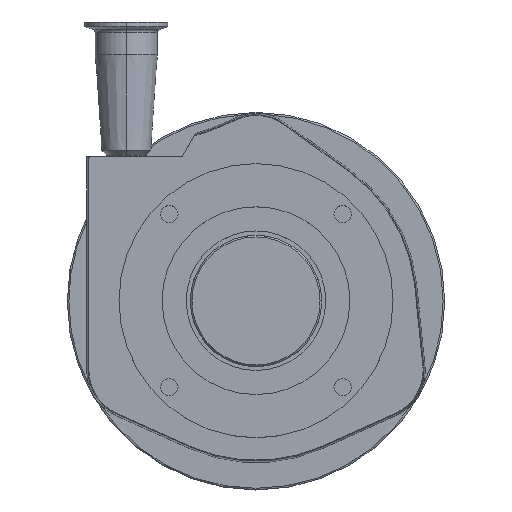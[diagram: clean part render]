
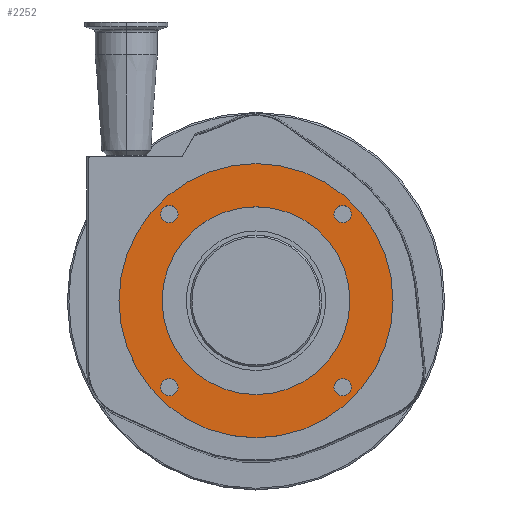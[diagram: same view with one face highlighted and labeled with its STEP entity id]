
A CAD part, top view. The second image highlights one B-rep face of the part: STEP entity #2252.
In plain terms, the highlighted planar face has unit normal (0, 0, 1).
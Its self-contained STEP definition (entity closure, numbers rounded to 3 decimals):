
#95 = ORIENTED_EDGE ( 'NONE', *, *, #1664, .F. ) ;
#120 = CARTESIAN_POINT ( 'NONE',  ( -58.009, 52.759, -5.5 ) ) ;
#160 = CARTESIAN_POINT ( 'NONE',  ( 58.009, 52.759, -5.5 ) ) ;
#400 = DIRECTION ( 'NONE',  ( 1., 0., 0. ) ) ;
#411 = CARTESIAN_POINT ( 'NONE',  ( -52.759, -52.759, -5.5 ) ) ;
#421 = VERTEX_POINT ( 'NONE', #4354 ) ;
#462 = VERTEX_POINT ( 'NONE', #2918 ) ;
#495 = DIRECTION ( 'NONE',  ( 0., 0., 1. ) ) ;
#502 = PLANE ( 'NONE',  #3814 ) ;
#568 = AXIS2_PLACEMENT_3D ( 'NONE', #4413, #4005, #2508 ) ;
#611 = EDGE_LOOP ( 'NONE', ( #6321, #3747 ) ) ;
#704 = VERTEX_POINT ( 'NONE', #5191 ) ;
#771 = CARTESIAN_POINT ( 'NONE',  ( 83.5, 0., -5.5 ) ) ;
#803 = AXIS2_PLACEMENT_3D ( 'NONE', #4182, #4709, #3165 ) ;
#928 = DIRECTION ( 'NONE',  ( 1., 0., 0. ) ) ;
#1081 = CIRCLE ( 'NONE', #568, 5.25 ) ;
#1285 = CIRCLE ( 'NONE', #1500, 5.25 ) ;
#1295 = AXIS2_PLACEMENT_3D ( 'NONE', #3388, #495, #4500 ) ;
#1322 = CARTESIAN_POINT ( 'NONE',  ( -58.009, -52.759, -5.5 ) ) ;
#1369 = FACE_BOUND ( 'NONE', #3294, .T. ) ;
#1402 = FACE_BOUND ( 'NONE', #2174, .T. ) ;
#1468 = CARTESIAN_POINT ( 'NONE',  ( 52.759, -52.759, -5.5 ) ) ;
#1500 = AXIS2_PLACEMENT_3D ( 'NONE', #411, #1910, #928 ) ;
#1536 = VERTEX_POINT ( 'NONE', #771 ) ;
#1575 = DIRECTION ( 'NONE',  ( 1., 0., 0. ) ) ;
#1598 = ORIENTED_EDGE ( 'NONE', *, *, #2623, .F. ) ;
#1625 = VERTEX_POINT ( 'NONE', #1322 ) ;
#1664 = EDGE_CURVE ( 'NONE', #421, #4312, #1917, .T. ) ;
#1676 = DIRECTION ( 'NONE',  ( 0., 0., 1. ) ) ;
#1703 = CARTESIAN_POINT ( 'NONE',  ( 47.509, 52.759, -5.5 ) ) ;
#1715 = AXIS2_PLACEMENT_3D ( 'NONE', #5317, #6238, #3781 ) ;
#1822 = EDGE_CURVE ( 'NONE', #1625, #4710, #1285, .T. ) ;
#1854 = DIRECTION ( 'NONE',  ( 1., 0., 0. ) ) ;
#1910 = DIRECTION ( 'NONE',  ( 0., 0., 1. ) ) ;
#1917 = CIRCLE ( 'NONE', #5271, 57.2 ) ;
#1991 = VERTEX_POINT ( 'NONE', #3845 ) ;
#2021 = DIRECTION ( 'NONE',  ( 1., 0., 0. ) ) ;
#2036 = AXIS2_PLACEMENT_3D ( 'NONE', #6061, #2591, #2021 ) ;
#2112 = EDGE_LOOP ( 'NONE', ( #2912, #95 ) ) ;
#2122 = EDGE_CURVE ( 'NONE', #4312, #421, #5695, .T. ) ;
#2147 = CIRCLE ( 'NONE', #5809, 5.25 ) ;
#2158 = ORIENTED_EDGE ( 'NONE', *, *, #1822, .F. ) ;
#2174 = EDGE_LOOP ( 'NONE', ( #1598, #5338 ) ) ;
#2218 = CARTESIAN_POINT ( 'NONE',  ( 57.2, 0., -5.5 ) ) ;
#2252 = ADVANCED_FACE ( 'NONE', ( #3486, #5943, #1402, #1369, #2997, #4993 ), #502, .T. ) ;
#2258 = CIRCLE ( 'NONE', #5916, 5.25 ) ;
#2276 = ORIENTED_EDGE ( 'NONE', *, *, #3247, .F. ) ;
#2361 = CIRCLE ( 'NONE', #1295, 5.25 ) ;
#2508 = DIRECTION ( 'NONE',  ( 1., 0., 0. ) ) ;
#2591 = DIRECTION ( 'NONE',  ( 0., 0., 1. ) ) ;
#2623 = EDGE_CURVE ( 'NONE', #462, #704, #2361, .T. ) ;
#2632 = VERTEX_POINT ( 'NONE', #120 ) ;
#2706 = EDGE_CURVE ( 'NONE', #1536, #4381, #5293, .T. ) ;
#2897 = DIRECTION ( 'NONE',  ( 0., 0., 1. ) ) ;
#2912 = ORIENTED_EDGE ( 'NONE', *, *, #2122, .F. ) ;
#2918 = CARTESIAN_POINT ( 'NONE',  ( 58.009, -52.759, -5.5 ) ) ;
#2997 = FACE_OUTER_BOUND ( 'NONE', #611, .T. ) ;
#3012 = AXIS2_PLACEMENT_3D ( 'NONE', #6208, #1676, #3238 ) ;
#3082 = EDGE_LOOP ( 'NONE', ( #3808, #5904 ) ) ;
#3165 = DIRECTION ( 'NONE',  ( 1., 0., 0. ) ) ;
#3238 = DIRECTION ( 'NONE',  ( 1., 0., 0. ) ) ;
#3247 = EDGE_CURVE ( 'NONE', #3382, #4596, #1081, .T. ) ;
#3294 = EDGE_LOOP ( 'NONE', ( #2276, #4369 ) ) ;
#3347 = CARTESIAN_POINT ( 'NONE',  ( -83.5, 0., -5.5 ) ) ;
#3382 = VERTEX_POINT ( 'NONE', #160 ) ;
#3388 = CARTESIAN_POINT ( 'NONE',  ( 52.759, -52.759, -5.5 ) ) ;
#3394 = DIRECTION ( 'NONE',  ( 1., 0., 0. ) ) ;
#3486 = FACE_BOUND ( 'NONE', #3082, .T. ) ;
#3519 = CIRCLE ( 'NONE', #4570, 5.25 ) ;
#3589 = EDGE_CURVE ( 'NONE', #704, #462, #2258, .T. ) ;
#3630 = CIRCLE ( 'NONE', #803, 5.25 ) ;
#3747 = ORIENTED_EDGE ( 'NONE', *, *, #4782, .T. ) ;
#3781 = DIRECTION ( 'NONE',  ( 1., 0., 0. ) ) ;
#3808 = ORIENTED_EDGE ( 'NONE', *, *, #5146, .F. ) ;
#3809 = DIRECTION ( 'NONE',  ( 1., 0., 0. ) ) ;
#3814 = AXIS2_PLACEMENT_3D ( 'NONE', #4506, #3877, #3394 ) ;
#3845 = CARTESIAN_POINT ( 'NONE',  ( -47.509, 52.759, -5.5 ) ) ;
#3848 = CIRCLE ( 'NONE', #5832, 83.5 ) ;
#3853 = DIRECTION ( 'NONE',  ( 1., 0., 0. ) ) ;
#3877 = DIRECTION ( 'NONE',  ( 0., 0., 1. ) ) ;
#3908 = DIRECTION ( 'NONE',  ( 0., 0., 1. ) ) ;
#4005 = DIRECTION ( 'NONE',  ( 0., 0., 1. ) ) ;
#4077 = DIRECTION ( 'NONE',  ( 0., 0., 1. ) ) ;
#4182 = CARTESIAN_POINT ( 'NONE',  ( -52.759, -52.759, -5.5 ) ) ;
#4251 = DIRECTION ( 'NONE',  ( 0., 0., 1. ) ) ;
#4312 = VERTEX_POINT ( 'NONE', #2218 ) ;
#4354 = CARTESIAN_POINT ( 'NONE',  ( -57.2, 0., -5.5 ) ) ;
#4369 = ORIENTED_EDGE ( 'NONE', *, *, #5549, .F. ) ;
#4381 = VERTEX_POINT ( 'NONE', #3347 ) ;
#4413 = CARTESIAN_POINT ( 'NONE',  ( 52.759, 52.759, -5.5 ) ) ;
#4500 = DIRECTION ( 'NONE',  ( 1., 0., 0. ) ) ;
#4506 = CARTESIAN_POINT ( 'NONE',  ( 0., 0., -5.5 ) ) ;
#4570 = AXIS2_PLACEMENT_3D ( 'NONE', #5672, #4077, #1575 ) ;
#4596 = VERTEX_POINT ( 'NONE', #1703 ) ;
#4709 = DIRECTION ( 'NONE',  ( 0., 0., 1. ) ) ;
#4710 = VERTEX_POINT ( 'NONE', #5290 ) ;
#4782 = EDGE_CURVE ( 'NONE', #4381, #1536, #3848, .T. ) ;
#4898 = ORIENTED_EDGE ( 'NONE', *, *, #5103, .F. ) ;
#4993 = FACE_BOUND ( 'NONE', #2112, .T. ) ;
#5103 = EDGE_CURVE ( 'NONE', #4710, #1625, #3630, .T. ) ;
#5146 = EDGE_CURVE ( 'NONE', #1991, #2632, #5822, .T. ) ;
#5191 = CARTESIAN_POINT ( 'NONE',  ( 47.509, -52.759, -5.5 ) ) ;
#5271 = AXIS2_PLACEMENT_3D ( 'NONE', #6346, #5781, #1854 ) ;
#5290 = CARTESIAN_POINT ( 'NONE',  ( -47.509, -52.759, -5.5 ) ) ;
#5293 = CIRCLE ( 'NONE', #2036, 83.5 ) ;
#5317 = CARTESIAN_POINT ( 'NONE',  ( 0., 0., -5.5 ) ) ;
#5338 = ORIENTED_EDGE ( 'NONE', *, *, #3589, .F. ) ;
#5549 = EDGE_CURVE ( 'NONE', #4596, #3382, #2147, .T. ) ;
#5672 = CARTESIAN_POINT ( 'NONE',  ( -52.759, 52.759, -5.5 ) ) ;
#5695 = CIRCLE ( 'NONE', #1715, 57.2 ) ;
#5781 = DIRECTION ( 'NONE',  ( 0., 0., 1. ) ) ;
#5809 = AXIS2_PLACEMENT_3D ( 'NONE', #6372, #4251, #3853 ) ;
#5822 = CIRCLE ( 'NONE', #3012, 5.25 ) ;
#5832 = AXIS2_PLACEMENT_3D ( 'NONE', #6336, #3908, #3809 ) ;
#5838 = EDGE_CURVE ( 'NONE', #2632, #1991, #3519, .T. ) ;
#5904 = ORIENTED_EDGE ( 'NONE', *, *, #5838, .F. ) ;
#5916 = AXIS2_PLACEMENT_3D ( 'NONE', #1468, #2897, #400 ) ;
#5943 = FACE_BOUND ( 'NONE', #6187, .T. ) ;
#6061 = CARTESIAN_POINT ( 'NONE',  ( 0., 0., -5.5 ) ) ;
#6187 = EDGE_LOOP ( 'NONE', ( #4898, #2158 ) ) ;
#6208 = CARTESIAN_POINT ( 'NONE',  ( -52.759, 52.759, -5.5 ) ) ;
#6238 = DIRECTION ( 'NONE',  ( 0., 0., 1. ) ) ;
#6321 = ORIENTED_EDGE ( 'NONE', *, *, #2706, .T. ) ;
#6336 = CARTESIAN_POINT ( 'NONE',  ( 0., 0., -5.5 ) ) ;
#6346 = CARTESIAN_POINT ( 'NONE',  ( 0., 0., -5.5 ) ) ;
#6372 = CARTESIAN_POINT ( 'NONE',  ( 52.759, 52.759, -5.5 ) ) ;
